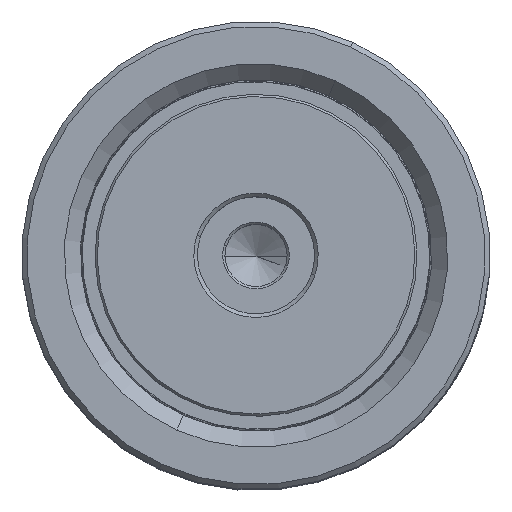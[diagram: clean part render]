
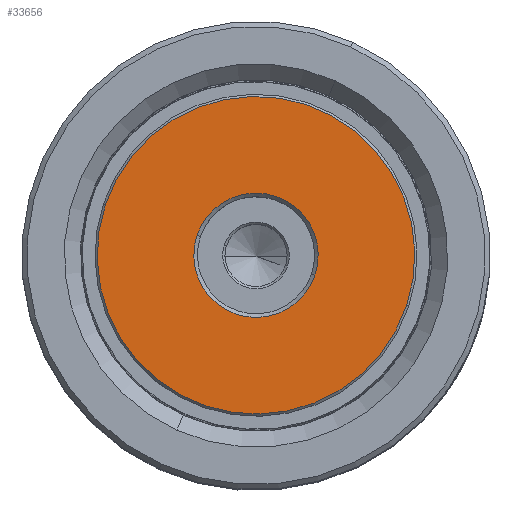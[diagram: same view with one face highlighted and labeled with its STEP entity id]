
A CAD part, top view. The second image highlights one B-rep face of the part: STEP entity #33656.
In plain terms, the highlighted face is planar.
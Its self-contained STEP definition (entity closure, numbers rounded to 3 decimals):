
#1393 = EDGE_CURVE ( 'NONE', #28779, #44732, #39479, .T. ) ;
#1442 = CARTESIAN_POINT ( 'NONE',  ( 0., 0., 0. ) ) ;
#2702 = VERTEX_POINT ( 'NONE', #42067 ) ;
#6441 = CARTESIAN_POINT ( 'NONE',  ( 0., 0., 0. ) ) ;
#9946 = AXIS2_PLACEMENT_3D ( 'NONE', #1442, #17167, #21283 ) ;
#9949 = ORIENTED_EDGE ( 'NONE', *, *, #34613, .T. ) ;
#13886 = DIRECTION ( 'NONE',  ( 0., 0., -1. ) ) ;
#14337 = CARTESIAN_POINT ( 'NONE',  ( 0., 0., 0. ) ) ;
#14384 = CARTESIAN_POINT ( 'NONE',  ( -8.5, 0., 0. ) ) ;
#15007 = CARTESIAN_POINT ( 'NONE',  ( 21.7, 0., 0. ) ) ;
#15959 = FACE_BOUND ( 'NONE', #29391, .T. ) ;
#17167 = DIRECTION ( 'NONE',  ( 0., 0., 1. ) ) ;
#18119 = DIRECTION ( 'NONE',  ( 1., 0., 0. ) ) ;
#18408 = FACE_OUTER_BOUND ( 'NONE', #34129, .T. ) ;
#19639 = CIRCLE ( 'NONE', #27468, 8.5 ) ;
#19763 = CARTESIAN_POINT ( 'NONE',  ( -21.7, 0., 0. ) ) ;
#20750 = ORIENTED_EDGE ( 'NONE', *, *, #33759, .T. ) ;
#21106 = PLANE ( 'NONE',  #9946 ) ;
#21283 = DIRECTION ( 'NONE',  ( 1., 0., 0. ) ) ;
#25818 = AXIS2_PLACEMENT_3D ( 'NONE', #29817, #49156, #18119 ) ;
#27468 = AXIS2_PLACEMENT_3D ( 'NONE', #6441, #34049, #42117 ) ;
#28779 = VERTEX_POINT ( 'NONE', #19763 ) ;
#29391 = EDGE_LOOP ( 'NONE', ( #9949, #20750 ) ) ;
#29817 = CARTESIAN_POINT ( 'NONE',  ( 0., 0., 0. ) ) ;
#30731 = CIRCLE ( 'NONE', #25818, 8.5 ) ;
#33294 = DIRECTION ( 'NONE',  ( 1., 0., 0. ) ) ;
#33656 = ADVANCED_FACE ( 'NONE', ( #18408, #15959 ), #21106, .F. ) ;
#33759 = EDGE_CURVE ( 'NONE', #2702, #50036, #19639, .T. ) ;
#34049 = DIRECTION ( 'NONE',  ( 0., 0., 1. ) ) ;
#34129 = EDGE_LOOP ( 'NONE', ( #34647, #46207 ) ) ;
#34613 = EDGE_CURVE ( 'NONE', #50036, #2702, #30731, .T. ) ;
#34647 = ORIENTED_EDGE ( 'NONE', *, *, #50463, .T. ) ;
#37993 = DIRECTION ( 'NONE',  ( 1., 0., 0. ) ) ;
#39479 = CIRCLE ( 'NONE', #50676, 21.7 ) ;
#41288 = CARTESIAN_POINT ( 'NONE',  ( 0., 0., 0. ) ) ;
#41892 = DIRECTION ( 'NONE',  ( 0., 0., -1. ) ) ;
#42067 = CARTESIAN_POINT ( 'NONE',  ( 8.5, 0., 0. ) ) ;
#42117 = DIRECTION ( 'NONE',  ( 1., 0., 0. ) ) ;
#43472 = CIRCLE ( 'NONE', #45518, 21.7 ) ;
#44732 = VERTEX_POINT ( 'NONE', #15007 ) ;
#45518 = AXIS2_PLACEMENT_3D ( 'NONE', #14337, #41892, #33294 ) ;
#46207 = ORIENTED_EDGE ( 'NONE', *, *, #1393, .T. ) ;
#49156 = DIRECTION ( 'NONE',  ( 0., 0., 1. ) ) ;
#50036 = VERTEX_POINT ( 'NONE', #14384 ) ;
#50463 = EDGE_CURVE ( 'NONE', #44732, #28779, #43472, .T. ) ;
#50676 = AXIS2_PLACEMENT_3D ( 'NONE', #41288, #13886, #37993 ) ;
